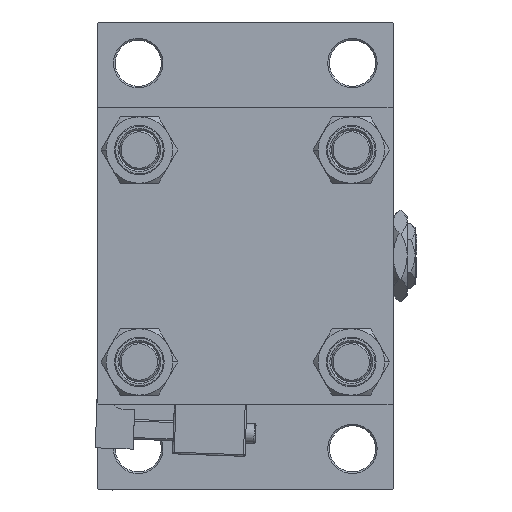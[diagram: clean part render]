
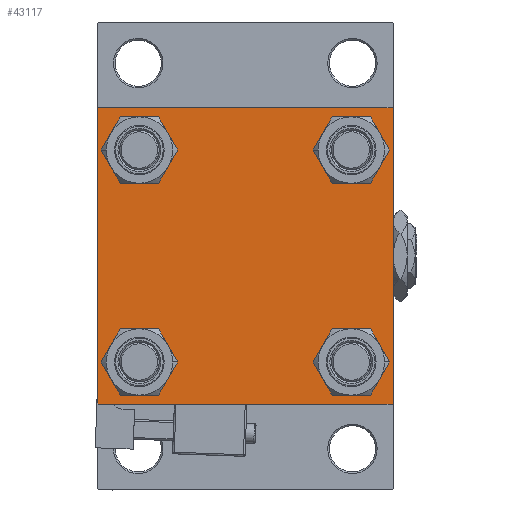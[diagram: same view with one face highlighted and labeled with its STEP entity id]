
A CAD part, left-side view. The second image highlights one B-rep face of the part: STEP entity #43117.
In plain terms, the highlighted planar face has unit normal (-1, 0, 0).
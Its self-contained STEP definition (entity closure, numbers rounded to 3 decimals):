
#733 = CARTESIAN_POINT ( 'NONE',  ( 0., 45., 45. ) ) ;
#780 = CARTESIAN_POINT ( 'NONE',  ( 0., -32.15, -32.15 ) ) ;
#1182 = DIRECTION ( 'NONE',  ( 0., -0.707, 0.707 ) ) ;
#1227 = DIRECTION ( 'NONE',  ( 1., 0., 0. ) ) ;
#1532 = EDGE_CURVE ( 'NONE', #31415, #41266, #32527, .T. ) ;
#1780 = DIRECTION ( 'NONE',  ( 0., -0.707, -0.707 ) ) ;
#2002 = VECTOR ( 'NONE', #30798, 1000. ) ;
#2026 = EDGE_LOOP ( 'NONE', ( #36439, #41687 ) ) ;
#2473 = LINE ( 'NONE', #33904, #2002 ) ;
#2983 = VECTOR ( 'NONE', #32769, 1000. ) ;
#3095 = AXIS2_PLACEMENT_3D ( 'NONE', #780, #25989, #29635 ) ;
#3134 = CARTESIAN_POINT ( 'NONE',  ( 0., 32.15, 32.15 ) ) ;
#3505 = DIRECTION ( 'NONE',  ( -1., 0., 0. ) ) ;
#3683 = EDGE_CURVE ( 'NONE', #25496, #13287, #12435, .T. ) ;
#4211 = LINE ( 'NONE', #8611, #2983 ) ;
#4746 = VERTEX_POINT ( 'NONE', #19520 ) ;
#4852 = VERTEX_POINT ( 'NONE', #48534 ) ;
#5255 = AXIS2_PLACEMENT_3D ( 'NONE', #15156, #50788, #19054 ) ;
#6517 = AXIS2_PLACEMENT_3D ( 'NONE', #10794, #3505, #19352 ) ;
#6544 = EDGE_CURVE ( 'NONE', #36501, #23813, #12493, .T. ) ;
#7153 = FACE_OUTER_BOUND ( 'NONE', #15360, .T. ) ;
#8520 = LINE ( 'NONE', #16069, #51232 ) ;
#8547 = CARTESIAN_POINT ( 'NONE',  ( 0., -32.15, 38.65 ) ) ;
#8611 = CARTESIAN_POINT ( 'NONE',  ( 0., 45., -45. ) ) ;
#9173 = CARTESIAN_POINT ( 'NONE',  ( 0., -45., -44.5 ) ) ;
#9195 = CARTESIAN_POINT ( 'NONE',  ( 0., 45., 44.5 ) ) ;
#9579 = CARTESIAN_POINT ( 'NONE',  ( 0., 44.75, -44.75 ) ) ;
#10193 = VERTEX_POINT ( 'NONE', #14812 ) ;
#10308 = EDGE_CURVE ( 'NONE', #23813, #36501, #23438, .T. ) ;
#10794 = CARTESIAN_POINT ( 'NONE',  ( 0., 0., 0. ) ) ;
#11191 = ORIENTED_EDGE ( 'NONE', *, *, #11654, .T. ) ;
#11444 = DIRECTION ( 'NONE',  ( 0., 0., 1. ) ) ;
#11648 = ORIENTED_EDGE ( 'NONE', *, *, #36675, .T. ) ;
#11654 = EDGE_CURVE ( 'NONE', #18183, #41266, #27993, .T. ) ;
#12009 = ORIENTED_EDGE ( 'NONE', *, *, #3683, .F. ) ;
#12026 = EDGE_CURVE ( 'NONE', #46278, #17075, #12714, .T. ) ;
#12167 = DIRECTION ( 'NONE',  ( 0., 0., -1. ) ) ;
#12435 = LINE ( 'NONE', #733, #12498 ) ;
#12445 = CARTESIAN_POINT ( 'NONE',  ( 0., -32.15, -38.65 ) ) ;
#12456 = ORIENTED_EDGE ( 'NONE', *, *, #1532, .F. ) ;
#12493 = CIRCLE ( 'NONE', #39874, 6.5 ) ;
#12498 = VECTOR ( 'NONE', #40236, 1000. ) ;
#12714 = CIRCLE ( 'NONE', #5255, 6.5 ) ;
#13107 = VERTEX_POINT ( 'NONE', #24620 ) ;
#13167 = DIRECTION ( 'NONE',  ( 1., 0., 0. ) ) ;
#13279 = EDGE_CURVE ( 'NONE', #10193, #42319, #13570, .T. ) ;
#13287 = VERTEX_POINT ( 'NONE', #30086 ) ;
#13476 = CARTESIAN_POINT ( 'NONE',  ( 0., -32.15, 32.15 ) ) ;
#13570 = CIRCLE ( 'NONE', #26058, 6.5 ) ;
#13642 = EDGE_CURVE ( 'NONE', #25496, #33929, #2473, .T. ) ;
#14022 = CARTESIAN_POINT ( 'NONE',  ( 0., 32.15, -38.65 ) ) ;
#14691 = CIRCLE ( 'NONE', #3095, 6.5 ) ;
#14812 = CARTESIAN_POINT ( 'NONE',  ( 0., 32.15, -25.65 ) ) ;
#15156 = CARTESIAN_POINT ( 'NONE',  ( 0., -32.15, 32.15 ) ) ;
#15360 = EDGE_LOOP ( 'NONE', ( #47588, #34866, #11648, #11191, #12456, #46156, #12009, #40701 ) ) ;
#15403 = CARTESIAN_POINT ( 'NONE',  ( 0., 32.15, 25.65 ) ) ;
#15674 = EDGE_CURVE ( 'NONE', #31415, #13287, #18012, .T. ) ;
#15694 = FACE_BOUND ( 'NONE', #26919, .T. ) ;
#16069 = CARTESIAN_POINT ( 'NONE',  ( 0., 45., 45. ) ) ;
#16204 = VECTOR ( 'NONE', #21119, 1000. ) ;
#16565 = EDGE_LOOP ( 'NONE', ( #19926, #39888 ) ) ;
#16647 = AXIS2_PLACEMENT_3D ( 'NONE', #13476, #45470, #41818 ) ;
#16818 = ORIENTED_EDGE ( 'NONE', *, *, #12026, .T. ) ;
#17075 = VERTEX_POINT ( 'NONE', #48193 ) ;
#17085 = DIRECTION ( 'NONE',  ( 0., 0., 1. ) ) ;
#17615 = AXIS2_PLACEMENT_3D ( 'NONE', #3134, #18975, #11444 ) ;
#18012 = LINE ( 'NONE', #36714, #16204 ) ;
#18183 = VERTEX_POINT ( 'NONE', #38036 ) ;
#18700 = CIRCLE ( 'NONE', #28632, 6.5 ) ;
#18975 = DIRECTION ( 'NONE',  ( 1., 0., 0. ) ) ;
#19054 = DIRECTION ( 'NONE',  ( 0., 0., 1. ) ) ;
#19156 = EDGE_LOOP ( 'NONE', ( #28107, #26141 ) ) ;
#19352 = DIRECTION ( 'NONE',  ( 0., 0., 1. ) ) ;
#19520 = CARTESIAN_POINT ( 'NONE',  ( 0., -32.15, -25.65 ) ) ;
#19926 = ORIENTED_EDGE ( 'NONE', *, *, #10308, .T. ) ;
#20962 = CARTESIAN_POINT ( 'NONE',  ( 0., -32.15, -32.15 ) ) ;
#20971 = CARTESIAN_POINT ( 'NONE',  ( 0., 32.15, -32.15 ) ) ;
#21119 = DIRECTION ( 'NONE',  ( 0., 0.707, 0.707 ) ) ;
#21286 = CIRCLE ( 'NONE', #50388, 6.5 ) ;
#21783 = LINE ( 'NONE', #9579, #26590 ) ;
#21847 = CARTESIAN_POINT ( 'NONE',  ( 0., 32.15, -32.15 ) ) ;
#22032 = VERTEX_POINT ( 'NONE', #12445 ) ;
#22079 = EDGE_CURVE ( 'NONE', #13107, #4852, #21783, .T. ) ;
#22190 = CARTESIAN_POINT ( 'NONE',  ( 0., 32.15, 38.65 ) ) ;
#23038 = EDGE_CURVE ( 'NONE', #17075, #46278, #45727, .T. ) ;
#23438 = CIRCLE ( 'NONE', #17615, 6.5 ) ;
#23453 = DIRECTION ( 'NONE',  ( 0., 0., -1. ) ) ;
#23813 = VERTEX_POINT ( 'NONE', #22190 ) ;
#24620 = CARTESIAN_POINT ( 'NONE',  ( 0., 45., -44.5 ) ) ;
#25496 = VERTEX_POINT ( 'NONE', #39459 ) ;
#25989 = DIRECTION ( 'NONE',  ( 1., 0., 0. ) ) ;
#26058 = AXIS2_PLACEMENT_3D ( 'NONE', #20971, #1227, #17085 ) ;
#26141 = ORIENTED_EDGE ( 'NONE', *, *, #39655, .T. ) ;
#26319 = DIRECTION ( 'NONE',  ( 1., 0., 0. ) ) ;
#26392 = PLANE ( 'NONE',  #6517 ) ;
#26590 = VECTOR ( 'NONE', #1780, 1000. ) ;
#26919 = EDGE_LOOP ( 'NONE', ( #16818, #49882 ) ) ;
#27404 = FACE_BOUND ( 'NONE', #16565, .T. ) ;
#27993 = LINE ( 'NONE', #43847, #39260 ) ;
#28107 = ORIENTED_EDGE ( 'NONE', *, *, #35676, .T. ) ;
#28632 = AXIS2_PLACEMENT_3D ( 'NONE', #20962, #13167, #40205 ) ;
#29635 = DIRECTION ( 'NONE',  ( 0., 0., 1. ) ) ;
#30086 = CARTESIAN_POINT ( 'NONE',  ( 0., -44.5, 45. ) ) ;
#30798 = DIRECTION ( 'NONE',  ( 0., 0.707, -0.707 ) ) ;
#31415 = VERTEX_POINT ( 'NONE', #38013 ) ;
#32527 = LINE ( 'NONE', #48396, #51463 ) ;
#32769 = DIRECTION ( 'NONE',  ( 0., -1., 0. ) ) ;
#33904 = CARTESIAN_POINT ( 'NONE',  ( 0., 44.75, 44.75 ) ) ;
#33929 = VERTEX_POINT ( 'NONE', #9195 ) ;
#34866 = ORIENTED_EDGE ( 'NONE', *, *, #22079, .T. ) ;
#35676 = EDGE_CURVE ( 'NONE', #4746, #22032, #18700, .T. ) ;
#36439 = ORIENTED_EDGE ( 'NONE', *, *, #13279, .T. ) ;
#36501 = VERTEX_POINT ( 'NONE', #15403 ) ;
#36675 = EDGE_CURVE ( 'NONE', #4852, #18183, #4211, .T. ) ;
#36714 = CARTESIAN_POINT ( 'NONE',  ( 0., -44.75, 44.75 ) ) ;
#38013 = CARTESIAN_POINT ( 'NONE',  ( 0., -45., 44.5 ) ) ;
#38036 = CARTESIAN_POINT ( 'NONE',  ( 0., -44.5, -45. ) ) ;
#38244 = CARTESIAN_POINT ( 'NONE',  ( 0., 32.15, 32.15 ) ) ;
#39094 = FACE_BOUND ( 'NONE', #19156, .T. ) ;
#39260 = VECTOR ( 'NONE', #1182, 1000. ) ;
#39459 = CARTESIAN_POINT ( 'NONE',  ( 0., 44.5, 45. ) ) ;
#39655 = EDGE_CURVE ( 'NONE', #22032, #4746, #14691, .T. ) ;
#39874 = AXIS2_PLACEMENT_3D ( 'NONE', #38244, #26319, #42172 ) ;
#39888 = ORIENTED_EDGE ( 'NONE', *, *, #6544, .T. ) ;
#40205 = DIRECTION ( 'NONE',  ( 0., 0., 1. ) ) ;
#40236 = DIRECTION ( 'NONE',  ( 0., -1., 0. ) ) ;
#40701 = ORIENTED_EDGE ( 'NONE', *, *, #13642, .T. ) ;
#41266 = VERTEX_POINT ( 'NONE', #9173 ) ;
#41687 = ORIENTED_EDGE ( 'NONE', *, *, #50701, .T. ) ;
#41818 = DIRECTION ( 'NONE',  ( 0., 0., 1. ) ) ;
#42172 = DIRECTION ( 'NONE',  ( 0., 0., 1. ) ) ;
#42319 = VERTEX_POINT ( 'NONE', #14022 ) ;
#42638 = EDGE_CURVE ( 'NONE', #33929, #13107, #8520, .T. ) ;
#43117 = ADVANCED_FACE ( 'NONE', ( #15694, #39094, #46149, #27404, #7153 ), #26392, .T. ) ;
#43847 = CARTESIAN_POINT ( 'NONE',  ( 0., -44.75, -44.75 ) ) ;
#45470 = DIRECTION ( 'NONE',  ( 1., 0., 0. ) ) ;
#45727 = CIRCLE ( 'NONE', #16647, 6.5 ) ;
#46149 = FACE_BOUND ( 'NONE', #2026, .T. ) ;
#46156 = ORIENTED_EDGE ( 'NONE', *, *, #15674, .T. ) ;
#46278 = VERTEX_POINT ( 'NONE', #8547 ) ;
#47588 = ORIENTED_EDGE ( 'NONE', *, *, #42638, .T. ) ;
#47685 = DIRECTION ( 'NONE',  ( 1., 0., 0. ) ) ;
#48193 = CARTESIAN_POINT ( 'NONE',  ( 0., -32.15, 25.65 ) ) ;
#48396 = CARTESIAN_POINT ( 'NONE',  ( 0., -45., 45. ) ) ;
#48441 = DIRECTION ( 'NONE',  ( 0., 0., 1. ) ) ;
#48534 = CARTESIAN_POINT ( 'NONE',  ( 0., 44.5, -45. ) ) ;
#49882 = ORIENTED_EDGE ( 'NONE', *, *, #23038, .T. ) ;
#50388 = AXIS2_PLACEMENT_3D ( 'NONE', #21847, #47685, #48441 ) ;
#50701 = EDGE_CURVE ( 'NONE', #42319, #10193, #21286, .T. ) ;
#50788 = DIRECTION ( 'NONE',  ( 1., 0., 0. ) ) ;
#51232 = VECTOR ( 'NONE', #12167, 1000. ) ;
#51463 = VECTOR ( 'NONE', #23453, 1000. ) ;
